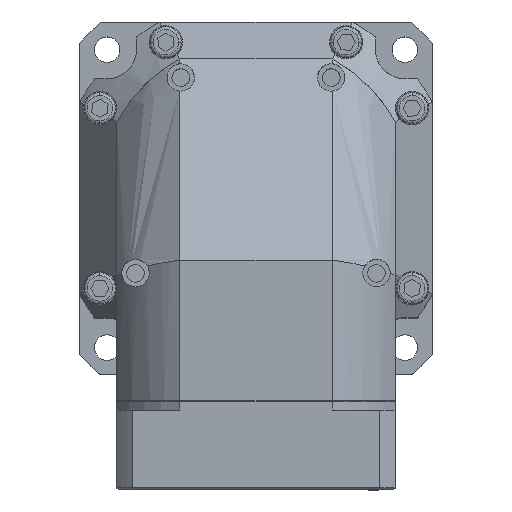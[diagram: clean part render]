
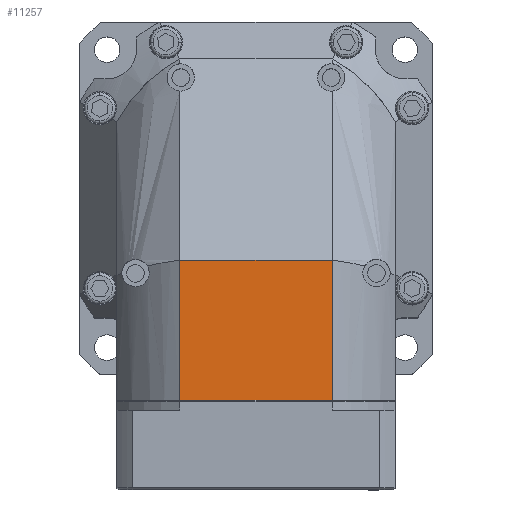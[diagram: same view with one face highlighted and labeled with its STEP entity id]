
A CAD part, top view. The second image highlights one B-rep face of the part: STEP entity #11257.
In plain terms, the highlighted face is planar.
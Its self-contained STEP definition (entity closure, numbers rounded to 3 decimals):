
#560 = EDGE_CURVE ( 'NONE', #18277, #17072, #7203, .T. ) ;
#1220 = CARTESIAN_POINT ( 'NONE',  ( 85.7, -14.468, 32.013 ) ) ;
#1297 = CARTESIAN_POINT ( 'NONE',  ( 85.7, -86., 32.013 ) ) ;
#1788 = ORIENTED_EDGE ( 'NONE', *, *, #24413, .F. ) ;
#2117 = EDGE_CURVE ( 'NONE', #18277, #25608, #34446, .T. ) ;
#4262 = VECTOR ( 'NONE', #11576, 1000. ) ;
#5436 = CARTESIAN_POINT ( 'NONE',  ( 85.7, -14.468, 142. ) ) ;
#6992 = ORIENTED_EDGE ( 'NONE', *, *, #560, .F. ) ;
#7203 = LINE ( 'NONE', #17489, #27337 ) ;
#7338 = CARTESIAN_POINT ( 'NONE',  ( 85.7, -88.5, 0. ) ) ;
#7551 = LINE ( 'NONE', #12161, #23513 ) ;
#9871 = FACE_OUTER_BOUND ( 'NONE', #34318, .T. ) ;
#9956 = VERTEX_POINT ( 'NONE', #37088 ) ;
#10401 = DIRECTION ( 'NONE',  ( 0., 0., -1. ) ) ;
#10967 = ORIENTED_EDGE ( 'NONE', *, *, #2117, .T. ) ;
#11257 = ADVANCED_FACE ( 'NONE', ( #9871 ), #36722, .T. ) ;
#11576 = DIRECTION ( 'NONE',  ( 0., 0., 1. ) ) ;
#12161 = CARTESIAN_POINT ( 'NONE',  ( 85.7, -88.5, 109.987 ) ) ;
#14855 = EDGE_CURVE ( 'NONE', #25608, #9956, #35889, .T. ) ;
#14980 = CARTESIAN_POINT ( 'NONE',  ( 85.7, -86., 109.987 ) ) ;
#15174 = DIRECTION ( 'NONE',  ( 0., 1., 0. ) ) ;
#15351 = DIRECTION ( 'NONE',  ( 0., 1., 0. ) ) ;
#15778 = CARTESIAN_POINT ( 'NONE',  ( 85.7, -88.5, 32.013 ) ) ;
#17072 = VERTEX_POINT ( 'NONE', #14980 ) ;
#17489 = CARTESIAN_POINT ( 'NONE',  ( 85.7, -86., 71. ) ) ;
#17582 = DIRECTION ( 'NONE',  ( 0., 0., 1. ) ) ;
#18277 = VERTEX_POINT ( 'NONE', #1297 ) ;
#18819 = VECTOR ( 'NONE', #15351, 1000. ) ;
#20767 = AXIS2_PLACEMENT_3D ( 'NONE', #7338, #28219, #10401 ) ;
#23033 = ORIENTED_EDGE ( 'NONE', *, *, #14855, .T. ) ;
#23513 = VECTOR ( 'NONE', #15174, 1000. ) ;
#24413 = EDGE_CURVE ( 'NONE', #17072, #9956, #7551, .T. ) ;
#25608 = VERTEX_POINT ( 'NONE', #1220 ) ;
#27337 = VECTOR ( 'NONE', #17582, 1000. ) ;
#28219 = DIRECTION ( 'NONE',  ( 1., 0., 0. ) ) ;
#34318 = EDGE_LOOP ( 'NONE', ( #23033, #1788, #6992, #10967 ) ) ;
#34446 = LINE ( 'NONE', #15778, #18819 ) ;
#35889 = LINE ( 'NONE', #5436, #4262 ) ;
#36722 = PLANE ( 'NONE',  #20767 ) ;
#37088 = CARTESIAN_POINT ( 'NONE',  ( 85.7, -14.468, 109.987 ) ) ;
